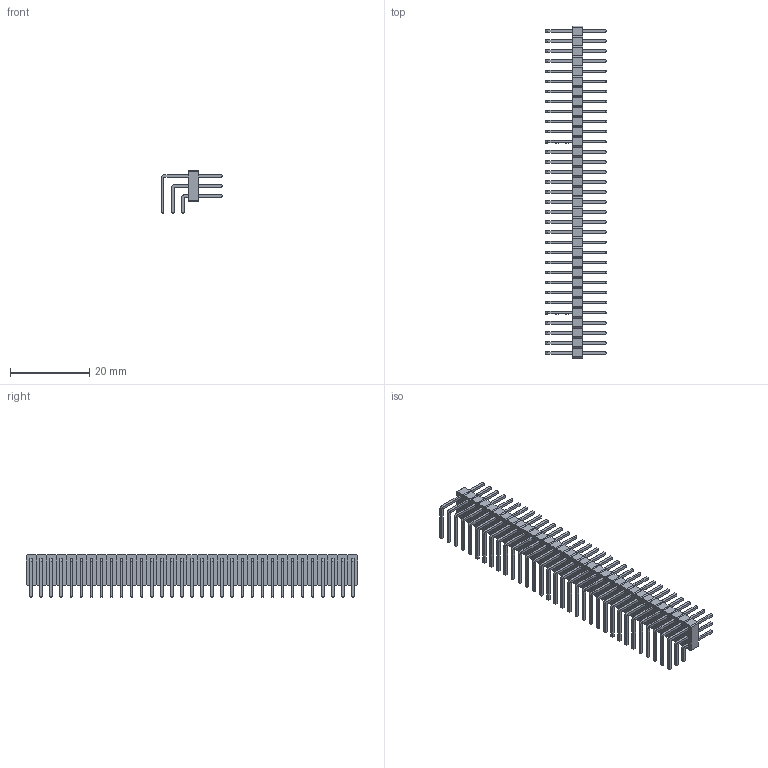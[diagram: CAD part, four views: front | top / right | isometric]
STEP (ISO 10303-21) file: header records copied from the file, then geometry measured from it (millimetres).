
FILE_DESCRIPTION(('FreeCAD Model'),'2;1');
FILE_NAME('Open CASCADE Shape Model','2022-01-07T04:14:01',( 'kicad StepUp'),('ksu MCAD'),'Open CASCADE STEP processor 7.5', 'FreeCAD','Unknown');
FILE_SCHEMA(('AUTOMOTIVE_DESIGN { 1 0 10303 214 1 1 1 1 }'));
Products named in the file (1): PinHeader_3x33_P2.54mm_Horizontal
Bounding box: 15.44 x 83.82 x 10.62 mm (x, y, z)
Volume: 2283.8 mm3; surface area: 8389.5 mm2
Topology: 132 solids, 132 shells, 2409 faces, 5643 edges, 3498 vertices
Faces by surface type: plane 2310, cylinder 99
Entity records: 84699 total; most frequent: CARTESIAN_POINT 11551, ORIENTED_EDGE 11286, DIRECTION 10661, EDGE_CURVE 5643, LINE 5445, VECTOR 5445, VERTEX_POINT 3498, AXIS2_PLACEMENT_3D 2608
